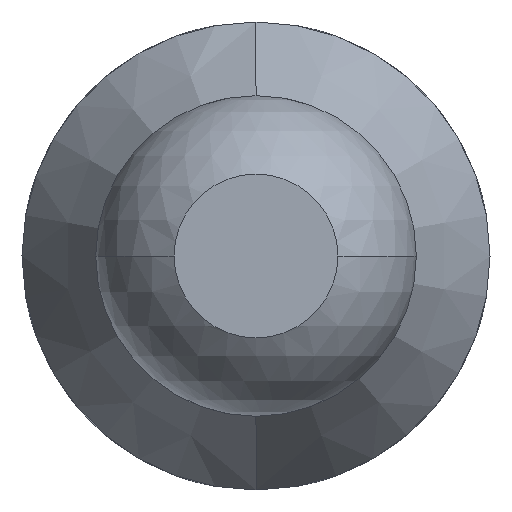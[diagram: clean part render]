
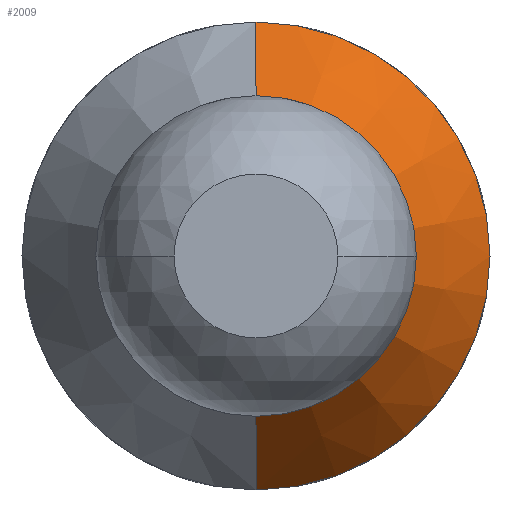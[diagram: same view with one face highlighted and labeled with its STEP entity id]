
A CAD part, front view. The second image highlights one B-rep face of the part: STEP entity #2009.
In plain terms, the highlighted conical face has half-angle 30 degrees and reference radius 0.45 mm.
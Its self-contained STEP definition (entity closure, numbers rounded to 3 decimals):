
#98 = DIRECTION ( 'NONE',  ( 0., 0.866, -0.5 ) ) ;
#230 = DIRECTION ( 'NONE',  ( 0., 0., 1. ) ) ;
#614 = DIRECTION ( 'NONE',  ( 0., 1., 0. ) ) ;
#673 = AXIS2_PLACEMENT_3D ( 'NONE', #5364, #614, #2327 ) ;
#678 = VERTEX_POINT ( 'NONE', #3713 ) ;
#1076 = DIRECTION ( 'NONE',  ( 0., 1., 0. ) ) ;
#1264 = EDGE_CURVE ( 'NONE', #4453, #678, #2104, .T. ) ;
#1600 = EDGE_LOOP ( 'NONE', ( #4238, #3785, #2066, #5406 ) ) ;
#1751 = EDGE_CURVE ( 'Defeature ausgef�hrt1_22+Defeature ausgef�hrt1_21+Defeature ausgef�hrt1_21+Defeature ausgef�hrt1_21', #3897, #678, #3889, .T. ) ;
#1865 = CARTESIAN_POINT ( 'NONE',  ( 0., 6.4, 0.45 ) ) ;
#2009 = ADVANCED_FACE ( 'Defeature ausgef�hrt1_21', ( #3290 ), #4913, .T. ) ;
#2066 = ORIENTED_EDGE ( 'NONE', *, *, #1751, .F. ) ;
#2104 = LINE ( 'NONE', #3077, #3754 ) ;
#2327 = DIRECTION ( 'NONE',  ( 0., 0., 1. ) ) ;
#2992 = EDGE_CURVE ( 'Defeature ausgef�hrt1_21+Defeature ausgef�hrt1_6+Defeature ausgef�hrt1_6+Defeature ausgef�hrt1_6', #4820, #4453, #4419, .T. ) ;
#3077 = CARTESIAN_POINT ( 'NONE',  ( 0., 6.4, -0.45 ) ) ;
#3237 = CARTESIAN_POINT ( 'NONE',  ( 0., 6.4, 0. ) ) ;
#3290 = FACE_OUTER_BOUND ( 'NONE', #1600, .T. ) ;
#3428 = DIRECTION ( 'NONE',  ( 0., 0.866, 0.5 ) ) ;
#3713 = CARTESIAN_POINT ( 'NONE',  ( 0., 7.353, -1. ) ) ;
#3754 = VECTOR ( 'NONE', #98, 1000. ) ;
#3785 = ORIENTED_EDGE ( 'NONE', *, *, #1264, .T. ) ;
#3889 = CIRCLE ( 'NONE', #4392, 1. ) ;
#3897 = VERTEX_POINT ( 'NONE', #4043 ) ;
#4043 = CARTESIAN_POINT ( 'NONE',  ( 0., 7.353, 1. ) ) ;
#4144 = DIRECTION ( 'NONE',  ( 0., 1., 0. ) ) ;
#4158 = DIRECTION ( 'NONE',  ( 0., 0., 1. ) ) ;
#4238 = ORIENTED_EDGE ( 'NONE', *, *, #2992, .T. ) ;
#4351 = CARTESIAN_POINT ( 'NONE',  ( 0., 6.4, 0.45 ) ) ;
#4392 = AXIS2_PLACEMENT_3D ( 'NONE', #4983, #4144, #4158 ) ;
#4419 = CIRCLE ( 'NONE', #5042, 0.45 ) ;
#4453 = VERTEX_POINT ( 'NONE', #4465 ) ;
#4465 = CARTESIAN_POINT ( 'NONE',  ( 0., 6.4, -0.45 ) ) ;
#4820 = VERTEX_POINT ( 'NONE', #1865 ) ;
#4823 = VECTOR ( 'NONE', #3428, 1000. ) ;
#4913 = CONICAL_SURFACE ( 'NONE', #673, 0.45, 0.524 ) ;
#4965 = LINE ( 'NONE', #4351, #4823 ) ;
#4983 = CARTESIAN_POINT ( 'NONE',  ( 0., 7.353, 0. ) ) ;
#5042 = AXIS2_PLACEMENT_3D ( 'NONE', #3237, #1076, #230 ) ;
#5083 = EDGE_CURVE ( 'NONE', #4820, #3897, #4965, .T. ) ;
#5364 = CARTESIAN_POINT ( 'NONE',  ( 0., 6.4, 0. ) ) ;
#5406 = ORIENTED_EDGE ( 'NONE', *, *, #5083, .F. ) ;
